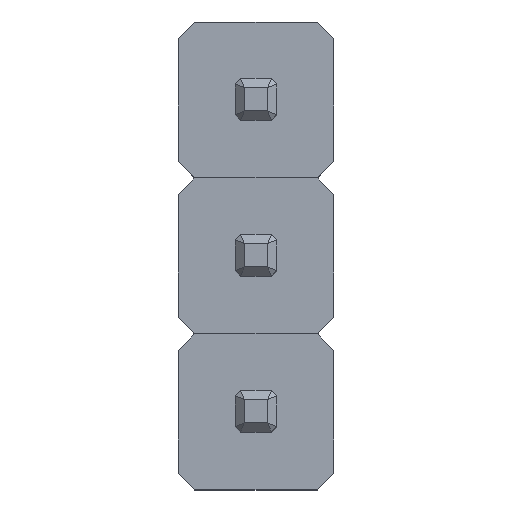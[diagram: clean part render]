
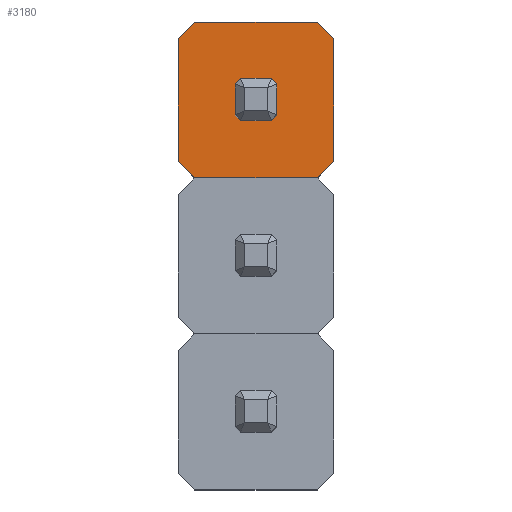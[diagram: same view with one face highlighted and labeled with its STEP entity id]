
A CAD part, top view. The second image highlights one B-rep face of the part: STEP entity #3180.
In plain terms, the highlighted planar face has unit normal (0, 0, 1).
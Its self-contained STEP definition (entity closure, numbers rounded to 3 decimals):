
#3003 = VERTEX_POINT('',#3004);
#3004 = CARTESIAN_POINT('',(-1.27,4.08,2.54));
#3010 = EDGE_CURVE('',#3003,#3011,#3013,.T.);
#3011 = VERTEX_POINT('',#3012);
#3012 = CARTESIAN_POINT('',(-1.27,6.08,2.54));
#3013 = LINE('',#3014,#3015);
#3014 = CARTESIAN_POINT('',(-1.27,4.08,2.54));
#3015 = VECTOR('',#3016,1.);
#3016 = DIRECTION('',(0.,1.,0.));
#3034 = VERTEX_POINT('',#3035);
#3035 = CARTESIAN_POINT('',(1.27,6.08,2.54));
#3041 = EDGE_CURVE('',#3034,#3042,#3044,.T.);
#3042 = VERTEX_POINT('',#3043);
#3043 = CARTESIAN_POINT('',(1.27,4.08,2.54));
#3044 = LINE('',#3045,#3046);
#3045 = CARTESIAN_POINT('',(1.27,6.08,2.54));
#3046 = VECTOR('',#3047,1.);
#3047 = DIRECTION('',(0.,-1.,0.));
#3065 = VERTEX_POINT('',#3066);
#3066 = CARTESIAN_POINT('',(1.,6.35,2.54));
#3072 = EDGE_CURVE('',#3065,#3034,#3073,.T.);
#3073 = LINE('',#3074,#3075);
#3074 = CARTESIAN_POINT('',(1.,6.35,2.54));
#3075 = VECTOR('',#3076,1.);
#3076 = DIRECTION('',(0.707,-0.707,0.));
#3089 = VERTEX_POINT('',#3090);
#3090 = CARTESIAN_POINT('',(-1.,6.35,2.54));
#3096 = EDGE_CURVE('',#3089,#3065,#3097,.T.);
#3097 = LINE('',#3098,#3099);
#3098 = CARTESIAN_POINT('',(-1.,6.35,2.54));
#3099 = VECTOR('',#3100,1.);
#3100 = DIRECTION('',(1.,0.,0.));
#3113 = EDGE_CURVE('',#3011,#3089,#3114,.T.);
#3114 = LINE('',#3115,#3116);
#3115 = CARTESIAN_POINT('',(-1.27,6.08,2.54));
#3116 = VECTOR('',#3117,1.);
#3117 = DIRECTION('',(0.707,0.707,0.));
#3161 = VERTEX_POINT('',#3162);
#3162 = CARTESIAN_POINT('',(-1.,3.81,2.54));
#3168 = EDGE_CURVE('',#3161,#3003,#3169,.T.);
#3169 = LINE('',#3170,#3171);
#3170 = CARTESIAN_POINT('',(-1.,3.81,2.54));
#3171 = VECTOR('',#3172,1.);
#3172 = DIRECTION('',(-0.707,0.707,0.));
#3180 = ADVANCED_FACE('',(#3181),#3203,.F.);
#3181 = FACE_BOUND('',#3182,.F.);
#3182 = EDGE_LOOP('',(#3183,#3184,#3185,#3186,#3187,#3188,#3196,#3202));
#3183 = ORIENTED_EDGE('',*,*,#3010,.T.);
#3184 = ORIENTED_EDGE('',*,*,#3113,.T.);
#3185 = ORIENTED_EDGE('',*,*,#3096,.T.);
#3186 = ORIENTED_EDGE('',*,*,#3072,.T.);
#3187 = ORIENTED_EDGE('',*,*,#3041,.T.);
#3188 = ORIENTED_EDGE('',*,*,#3189,.T.);
#3189 = EDGE_CURVE('',#3042,#3190,#3192,.T.);
#3190 = VERTEX_POINT('',#3191);
#3191 = CARTESIAN_POINT('',(1.,3.81,2.54));
#3192 = LINE('',#3193,#3194);
#3193 = CARTESIAN_POINT('',(1.27,4.08,2.54));
#3194 = VECTOR('',#3195,1.);
#3195 = DIRECTION('',(-0.707,-0.707,0.));
#3196 = ORIENTED_EDGE('',*,*,#3197,.T.);
#3197 = EDGE_CURVE('',#3190,#3161,#3198,.T.);
#3198 = LINE('',#3199,#3200);
#3199 = CARTESIAN_POINT('',(1.,3.81,2.54));
#3200 = VECTOR('',#3201,1.);
#3201 = DIRECTION('',(-1.,0.,0.));
#3202 = ORIENTED_EDGE('',*,*,#3168,.T.);
#3203 = PLANE('',#3204);
#3204 = AXIS2_PLACEMENT_3D('',#3205,#3206,#3207);
#3205 = CARTESIAN_POINT('',(0.,5.08,2.54));
#3206 = DIRECTION('',(0.,0.,-1.));
#3207 = DIRECTION('',(-1.,0.,0.));
